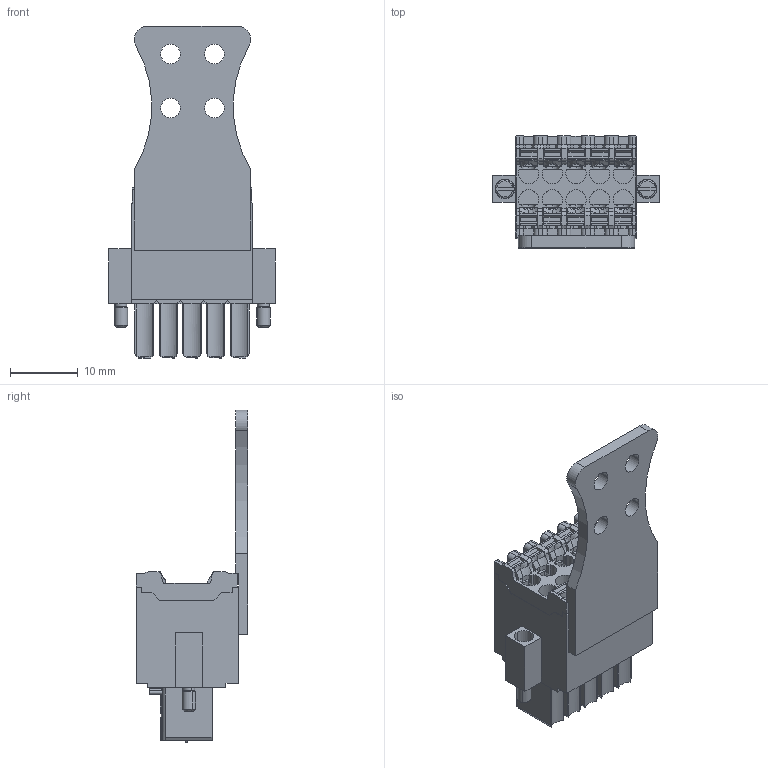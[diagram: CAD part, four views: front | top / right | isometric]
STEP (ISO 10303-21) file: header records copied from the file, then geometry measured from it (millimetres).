
FILE_DESCRIPTION(('CATIA V5 STEP Exchange','CAx-IF Rec.Pracs.--- Model Styling and Organization---1.5--- 2016-08-15','CAx-IF Rec.Pracs.---Supplemental Geometry---1.0---2011-11-01','CAx-IF Rec.Pracs.--- Composite Materials ---1.1---2010-07-15'),'2;1');
FILE_NAME ('1997622-1_0', '2025-03-25T13:13:04+00:00', ('none'), ('Weidmueller'), 'CATIA Version 5-6 Release 2022 SP4 HF5', 'CATIA V5 STEP AP214 v3', 'none');
FILE_SCHEMA(('AUTOMOTIVE_DESIGN { 1 0 10303 214 1 1 1 1 }'));
Length unit declared in the file: millimetre
Products named in the file (1): 3021360000
Bounding box: 24.65 x 16.55 x 49.09 mm (x, y, z)
Volume: 5821.6 mm3; surface area: 4627 mm2
Topology: 1 solids, 6 shells, 1067 faces, 3086 edges, 2051 vertices
Faces by surface type: plane 809, cylinder 144, extrusion 44, cone 32, bspline 20, torus 18
Entity records: 35386 total; most frequent: CARTESIAN_POINT 8595, ORIENTED_EDGE 6172, DIRECTION 3968, EDGE_CURVE 3086, VECTOR 2433, LINE 2389, VERTEX_POINT 2051, EDGE_LOOP 1107
